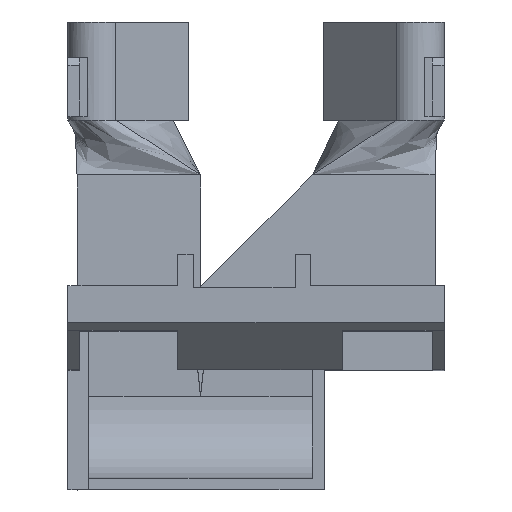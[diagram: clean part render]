
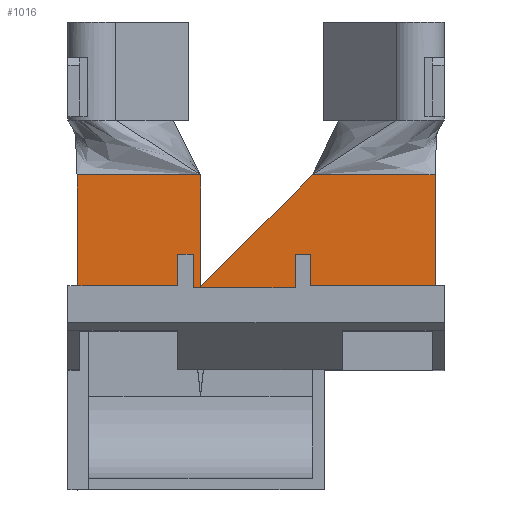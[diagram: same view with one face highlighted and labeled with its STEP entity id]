
A CAD part, top view. The second image highlights one B-rep face of the part: STEP entity #1016.
In plain terms, the highlighted planar face has unit normal (0, 0, 1).
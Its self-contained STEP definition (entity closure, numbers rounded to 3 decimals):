
#340 = VERTEX_POINT('',#341);
#341 = CARTESIAN_POINT('',(228.173,89.82,
    11.505));
#529 = EDGE_CURVE('',#340,#530,#532,.T.);
#530 = VERTEX_POINT('',#531);
#531 = CARTESIAN_POINT('',(243.928,89.82,
    11.505));
#532 = LINE('',#533,#534);
#533 = CARTESIAN_POINT('',(247.091,89.82,
    11.505));
#534 = VECTOR('',#535,1.);
#535 = DIRECTION('',(1.,0.,0.));
#749 = VERTEX_POINT('',#750);
#750 = CARTESIAN_POINT('',(228.173,75.565,
    11.505));
#756 = EDGE_CURVE('',#749,#340,#757,.T.);
#757 = LINE('',#758,#759);
#758 = CARTESIAN_POINT('',(228.173,75.565,
    11.505));
#759 = VECTOR('',#760,1.);
#760 = DIRECTION('',(0.,1.,0.));
#1016 = ADVANCED_FACE('',(#1017),#1123,.T.);
#1017 = FACE_BOUND('',#1018,.T.);
#1018 = EDGE_LOOP('',(#1019,#1020,#1028,#1036,#1044,#1052,#1060,#1068,
    #1076,#1084,#1092,#1100,#1108,#1116,#1122));
#1019 = ORIENTED_EDGE('',*,*,#756,.F.);
#1020 = ORIENTED_EDGE('',*,*,#1021,.T.);
#1021 = EDGE_CURVE('',#749,#1022,#1024,.T.);
#1022 = VERTEX_POINT('',#1023);
#1023 = CARTESIAN_POINT('',(228.503,75.565,
    11.505));
#1024 = LINE('',#1025,#1026);
#1025 = CARTESIAN_POINT('',(228.173,75.565,
    11.505));
#1026 = VECTOR('',#1027,1.);
#1027 = DIRECTION('',(1.,0.,0.));
#1028 = ORIENTED_EDGE('',*,*,#1029,.T.);
#1029 = EDGE_CURVE('',#1022,#1030,#1032,.T.);
#1030 = VERTEX_POINT('',#1031);
#1031 = CARTESIAN_POINT('',(228.503,71.375,
    11.505));
#1032 = LINE('',#1033,#1034);
#1033 = CARTESIAN_POINT('',(228.503,75.565,
    11.505));
#1034 = VECTOR('',#1035,1.);
#1035 = DIRECTION('',(0.,-1.,0.));
#1036 = ORIENTED_EDGE('',*,*,#1037,.F.);
#1037 = EDGE_CURVE('',#1038,#1030,#1040,.T.);
#1038 = VERTEX_POINT('',#1039);
#1039 = CARTESIAN_POINT('',(238.193,71.375,
    11.505));
#1040 = LINE('',#1041,#1042);
#1041 = CARTESIAN_POINT('',(250.838,71.375,
    11.505));
#1042 = VECTOR('',#1043,1.);
#1043 = DIRECTION('',(-1.,0.,0.));
#1044 = ORIENTED_EDGE('',*,*,#1045,.F.);
#1045 = EDGE_CURVE('',#1046,#1038,#1048,.T.);
#1046 = VERTEX_POINT('',#1047);
#1047 = CARTESIAN_POINT('',(238.193,74.875,
    11.505));
#1048 = LINE('',#1049,#1050);
#1049 = CARTESIAN_POINT('',(238.193,74.875,
    11.505));
#1050 = VECTOR('',#1051,1.);
#1051 = DIRECTION('',(0.,-1.,0.));
#1052 = ORIENTED_EDGE('',*,*,#1053,.T.);
#1053 = EDGE_CURVE('',#1046,#1054,#1056,.T.);
#1054 = VERTEX_POINT('',#1055);
#1055 = CARTESIAN_POINT('',(240.193,74.875,
    11.505));
#1056 = LINE('',#1057,#1058);
#1057 = CARTESIAN_POINT('',(238.193,74.875,
    11.505));
#1058 = VECTOR('',#1059,1.);
#1059 = DIRECTION('',(1.,0.,0.));
#1060 = ORIENTED_EDGE('',*,*,#1061,.T.);
#1061 = EDGE_CURVE('',#1054,#1062,#1064,.T.);
#1062 = VERTEX_POINT('',#1063);
#1063 = CARTESIAN_POINT('',(240.193,71.375,
    11.505));
#1064 = LINE('',#1065,#1066);
#1065 = CARTESIAN_POINT('',(240.193,74.875,
    11.505));
#1066 = VECTOR('',#1067,1.);
#1067 = DIRECTION('',(0.,-1.,0.));
#1068 = ORIENTED_EDGE('',*,*,#1069,.F.);
#1069 = EDGE_CURVE('',#1070,#1062,#1072,.T.);
#1070 = VERTEX_POINT('',#1071);
#1071 = CARTESIAN_POINT('',(273.503,71.375,
    11.505));
#1072 = LINE('',#1073,#1074);
#1073 = CARTESIAN_POINT('',(250.838,71.375,
    11.505));
#1074 = VECTOR('',#1075,1.);
#1075 = DIRECTION('',(-1.,0.,0.));
#1076 = ORIENTED_EDGE('',*,*,#1077,.T.);
#1077 = EDGE_CURVE('',#1070,#1078,#1080,.T.);
#1078 = VERTEX_POINT('',#1079);
#1079 = CARTESIAN_POINT('',(273.503,75.565,
    11.505));
#1080 = LINE('',#1081,#1082);
#1081 = CARTESIAN_POINT('',(273.503,73.47,
    11.505));
#1082 = VECTOR('',#1083,1.);
#1083 = DIRECTION('',(0.,1.,0.));
#1084 = ORIENTED_EDGE('',*,*,#1085,.T.);
#1085 = EDGE_CURVE('',#1078,#1086,#1088,.T.);
#1086 = VERTEX_POINT('',#1087);
#1087 = CARTESIAN_POINT('',(273.838,75.565,
    11.505));
#1088 = LINE('',#1089,#1090);
#1089 = CARTESIAN_POINT('',(265.948,75.565,
    11.505));
#1090 = VECTOR('',#1091,1.);
#1091 = DIRECTION('',(1.,0.,0.));
#1092 = ORIENTED_EDGE('',*,*,#1093,.F.);
#1093 = EDGE_CURVE('',#1094,#1086,#1096,.T.);
#1094 = VERTEX_POINT('',#1095);
#1095 = CARTESIAN_POINT('',(273.838,89.82,
    11.505));
#1096 = LINE('',#1097,#1098);
#1097 = CARTESIAN_POINT('',(273.838,89.07,
    11.505));
#1098 = VECTOR('',#1099,1.);
#1099 = DIRECTION('',(0.,-1.,0.));
#1100 = ORIENTED_EDGE('',*,*,#1101,.F.);
#1101 = EDGE_CURVE('',#1102,#1094,#1104,.T.);
#1102 = VERTEX_POINT('',#1103);
#1103 = CARTESIAN_POINT('',(258.183,89.82,
    11.505));
#1104 = LINE('',#1105,#1106);
#1105 = CARTESIAN_POINT('',(258.183,89.82,
    11.505));
#1106 = VECTOR('',#1107,1.);
#1107 = DIRECTION('',(1.,0.,0.));
#1108 = ORIENTED_EDGE('',*,*,#1109,.F.);
#1109 = EDGE_CURVE('',#1110,#1102,#1112,.T.);
#1110 = VERTEX_POINT('',#1111);
#1111 = CARTESIAN_POINT('',(243.928,75.565,
    11.505));
#1112 = LINE('',#1113,#1114);
#1113 = CARTESIAN_POINT('',(246.829,78.466,
    11.505));
#1114 = VECTOR('',#1115,1.);
#1115 = DIRECTION('',(0.707,0.707,0.));
#1116 = ORIENTED_EDGE('',*,*,#1117,.T.);
#1117 = EDGE_CURVE('',#1110,#530,#1118,.T.);
#1118 = LINE('',#1119,#1120);
#1119 = CARTESIAN_POINT('',(243.928,75.565,
    11.505));
#1120 = VECTOR('',#1121,1.);
#1121 = DIRECTION('',(0.,1.,0.));
#1122 = ORIENTED_EDGE('',*,*,#529,.F.);
#1123 = PLANE('',#1124);
#1124 = AXIS2_PLACEMENT_3D('',#1125,#1126,#1127);
#1125 = CARTESIAN_POINT('',(249.825,79.941,
    11.505));
#1126 = DIRECTION('',(0.,0.,1.));
#1127 = DIRECTION('',(0.,1.,0.));
